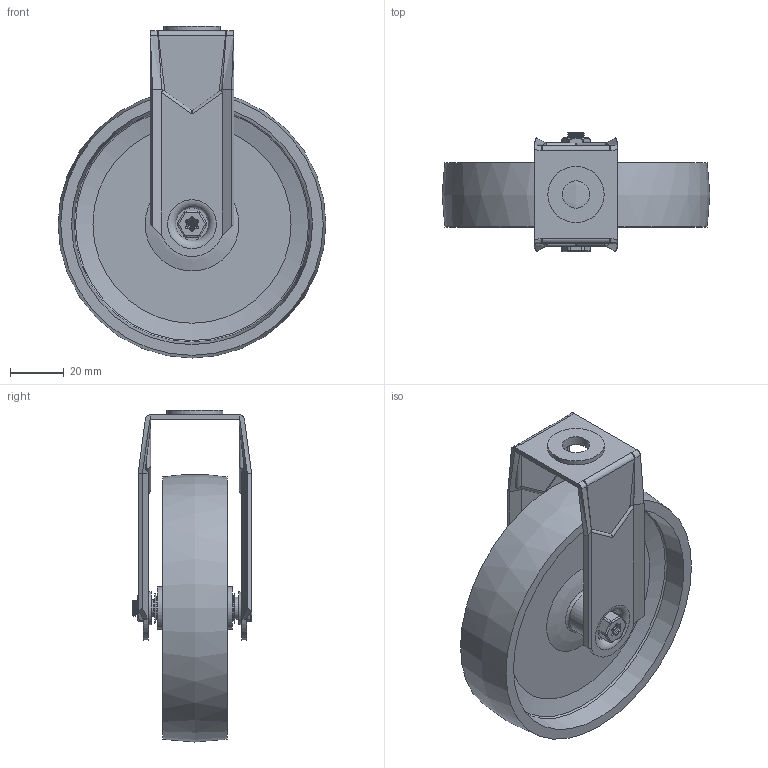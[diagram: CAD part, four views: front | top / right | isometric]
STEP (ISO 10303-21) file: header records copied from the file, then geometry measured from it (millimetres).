
FILE_DESCRIPTION(/* description */ ('','CAx-IF Rec.Pracs.---Representation and Presentation of Product Manufacturing Information (PMI)---4.0---2014-10-13'),/* implementation_level */ '2;1');
FILE_NAME(/* name */ 'BZRAF100NYBH10.step',/* time_stamp */ '2025-02-27T16:36:42Z',/* author */ (''),/* organization */ (''),/* preprocessor_version */ 'ST-DEVELOPER v20',/* originating_system */ 'Autodesk Translation Framework v13.20.0.188',/* authorisation */ '');
FILE_SCHEMA (('AP242_MANAGED_MODEL_BASED_3D_ENGINEERING_MIM_LF { 1 0 10303 442 1 1 4 }'));
Length unit declared in the file: millimetre
Products named in the file (11): BZRAF100NYBH10; BZRAF100ASBH10 v1; ZINC PLATED PRESSED STEEL FORKS; BZL100WNY v1; NYLON WHEEL; TUBEM8X30 v1; ZINC PLATED AXLE TUBE; BOLTBZRA6MM v1; ZINC PLATED AXLE BOLT; NM6GR8HALFGR8 v1; ZINC PLATED LOCKING NUT
Assembly tree (10 placements, depth 3):
  BZRAF100NYBH10
    BZRAF100ASBH10 v1
      ZINC PLATED PRESSED STEEL FORKS
    BZL100WNY v1
      NYLON WHEEL
    TUBEM8X30 v1
      ZINC PLATED AXLE TUBE
    BOLTBZRA6MM v1
      ZINC PLATED AXLE BOLT
    NM6GR8HALFGR8 v1
      ZINC PLATED LOCKING NUT
Bounding box: 100 x 44.75 x 124 mm (x, y, z)
Volume: 83274.2 mm3; surface area: 44453.2 mm2
Topology: 5 solids, 5 shells, 270 faces, 671 edges, 417 vertices
Faces by surface type: cylinder 89, plane 73, bspline 67, torus 21, cone 20
Full cylindrical faces by diameter (mm): 5 x9, 6 x2, 6.2 x1, 6.3 x1, 7.95 x1, 8 x1, 8.2 x2, 10.2 x1, 16 x2, 21 x1
Entity records: 25625 total; most frequent: CARTESIAN_POINT 19229, ORIENTED_EDGE 1330, DIRECTION 1233, EDGE_CURVE 665, AXIS2_PLACEMENT_3D 502, VERTEX_POINT 417, EDGE_LOOP 294, FACE_OUTER_BOUND 270
